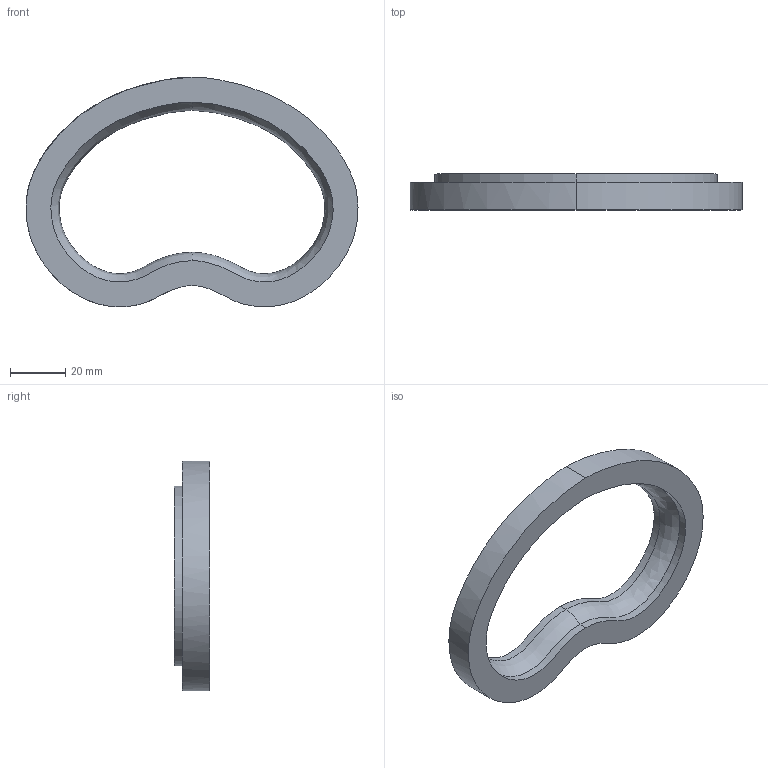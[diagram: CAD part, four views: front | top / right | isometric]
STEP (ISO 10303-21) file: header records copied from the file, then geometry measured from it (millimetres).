
FILE_DESCRIPTION(/* description */ (''),/* implementation_level */ '2;1');
FILE_NAME(/* name */ 'pads-optional-extention.step',/* time_stamp */ '2023-03-12T16:02:31-04:00',/* author */ (''),/* organization */ (''),/* preprocessor_version */ 'ST-DEVELOPER v19.2',/* originating_system */ 'Autodesk Translation Framework v11.17.0.187',/* authorisation */ '');
FILE_SCHEMA (('AUTOMOTIVE_DESIGN { 1 0 10303 214 3 1 1 }'));
Length unit declared in the file: millimetre
Products named in the file (2): pads-optional-extention; pads-optional-extention_1
Assembly tree (1 placements, depth 2):
  pads-optional-extention
    pads-optional-extention_1
Bounding box: 119.99 x 13 x 83.05 mm (x, y, z)
Volume: 33668.1 mm3; surface area: 14013.8 mm2
Topology: 1 solids, 1 shells, 13 faces, 54 edges, 44 vertices
Faces by surface type: bspline 10, plane 3
Entity records: 2927 total; most frequent: CARTESIAN_POINT 2518, ORIENTED_EDGE 108, EDGE_CURVE 54, B_SPLINE_CURVE_WITH_KNOTS 46, VERTEX_POINT 44, DIRECTION 21, EDGE_LOOP 16, FACE_OUTER_BOUND 13
